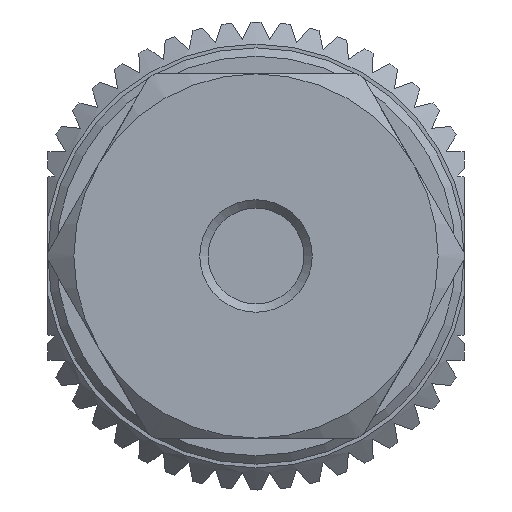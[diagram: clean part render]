
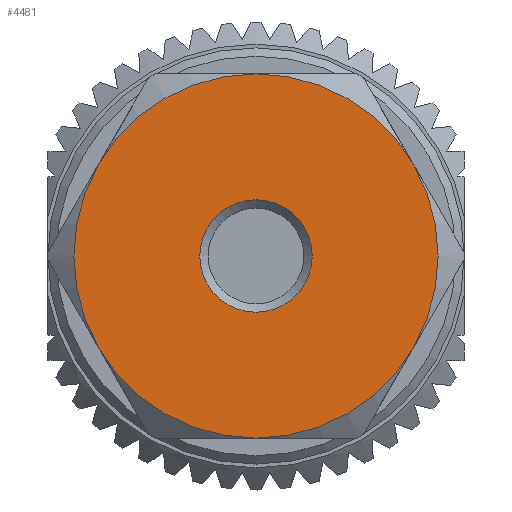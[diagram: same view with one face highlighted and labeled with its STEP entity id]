
A CAD part, left-side view. The second image highlights one B-rep face of the part: STEP entity #4481.
In plain terms, the highlighted planar face has unit normal (-1, 0, 0).
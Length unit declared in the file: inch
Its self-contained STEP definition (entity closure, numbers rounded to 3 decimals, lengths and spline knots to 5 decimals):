
#1 = CARTESIAN_POINT ( 'NONE',  ( 0., 0.18944, 0.10938 ) ) ;
#21 = CARTESIAN_POINT ( 'NONE',  ( 0., 0.0675, 0. ) ) ;
#53 = AXIS2_PLACEMENT_3D ( 'NONE', #5500, #6569, #5002 ) ;
#312 = DIRECTION ( 'NONE',  ( 0., -1., 0. ) ) ;
#511 = AXIS2_PLACEMENT_3D ( 'NONE', #4390, #4838, #4885 ) ;
#624 = ORIENTED_EDGE ( 'NONE', *, *, #4687, .T. ) ;
#794 = ORIENTED_EDGE ( 'NONE', *, *, #5182, .T. ) ;
#815 = VERTEX_POINT ( 'NONE', #1349 ) ;
#867 = CIRCLE ( 'NONE', #53, 0.21875 ) ;
#875 = FACE_BOUND ( 'NONE', #3778, .T. ) ;
#880 = CARTESIAN_POINT ( 'NONE',  ( 0., 0., 0. ) ) ;
#1048 = VERTEX_POINT ( 'NONE', #4118 ) ;
#1343 = DIRECTION ( 'NONE',  ( 1., 0., 0. ) ) ;
#1349 = CARTESIAN_POINT ( 'NONE',  ( 0., 0., 0.21875 ) ) ;
#1392 = AXIS2_PLACEMENT_3D ( 'NONE', #2805, #1343, #3859 ) ;
#1661 = VERTEX_POINT ( 'NONE', #4478 ) ;
#1699 = CIRCLE ( 'NONE', #5798, 0.21875 ) ;
#1857 = CARTESIAN_POINT ( 'NONE',  ( 0., 0., 0. ) ) ;
#1859 = CARTESIAN_POINT ( 'NONE',  ( 0., 0., 0. ) ) ;
#2237 = ORIENTED_EDGE ( 'NONE', *, *, #2985, .T. ) ;
#2426 = DIRECTION ( 'NONE',  ( -1., 0., 0. ) ) ;
#2466 = DIRECTION ( 'NONE',  ( -1., 0., 0. ) ) ;
#2485 = AXIS2_PLACEMENT_3D ( 'NONE', #5929, #5448, #2858 ) ;
#2541 = EDGE_CURVE ( 'NONE', #5279, #4403, #4358, .T. ) ;
#2602 = ORIENTED_EDGE ( 'NONE', *, *, #3707, .T. ) ;
#2741 = AXIS2_PLACEMENT_3D ( 'NONE', #880, #2466, #3001 ) ;
#2805 = CARTESIAN_POINT ( 'NONE',  ( 0., 0., 0. ) ) ;
#2846 = CARTESIAN_POINT ( 'NONE',  ( 0., 0., 0. ) ) ;
#2858 = DIRECTION ( 'NONE',  ( 0., -1., 0. ) ) ;
#2985 = EDGE_CURVE ( 'NONE', #1661, #1048, #1699, .T. ) ;
#3001 = DIRECTION ( 'NONE',  ( 0., -1., 0. ) ) ;
#3196 = ORIENTED_EDGE ( 'NONE', *, *, #3757, .T. ) ;
#3277 = CIRCLE ( 'NONE', #4412, 0.21875 ) ;
#3302 = AXIS2_PLACEMENT_3D ( 'NONE', #1857, #5911, #3895 ) ;
#3332 = CARTESIAN_POINT ( 'NONE',  ( 0., 0., -0.21875 ) ) ;
#3454 = DIRECTION ( 'NONE',  ( 0., -1., 0. ) ) ;
#3561 = VERTEX_POINT ( 'NONE', #3332 ) ;
#3707 = EDGE_CURVE ( 'NONE', #3561, #1661, #3277, .T. ) ;
#3757 = EDGE_CURVE ( 'NONE', #1048, #815, #4702, .T. ) ;
#3778 = EDGE_LOOP ( 'NONE', ( #4772 ) ) ;
#3859 = DIRECTION ( 'NONE',  ( 0., 1., 0. ) ) ;
#3879 = CARTESIAN_POINT ( 'NONE',  ( 0., 0.18944, -0.10938 ) ) ;
#3895 = DIRECTION ( 'NONE',  ( 0., -1., 0. ) ) ;
#3905 = PLANE ( 'NONE',  #1392 ) ;
#4118 = CARTESIAN_POINT ( 'NONE',  ( 0., -0.18944, 0.10938 ) ) ;
#4358 = CIRCLE ( 'NONE', #2741, 0.21875 ) ;
#4390 = CARTESIAN_POINT ( 'NONE',  ( 0., 0., 0. ) ) ;
#4403 = VERTEX_POINT ( 'NONE', #3879 ) ;
#4412 = AXIS2_PLACEMENT_3D ( 'NONE', #1859, #2426, #3454 ) ;
#4413 = ORIENTED_EDGE ( 'NONE', *, *, #2541, .T. ) ;
#4478 = CARTESIAN_POINT ( 'NONE',  ( 0., -0.18944, -0.10937 ) ) ;
#4481 = ADVANCED_FACE ( 'NONE', ( #875, #5015 ), #3905, .F. ) ;
#4687 = EDGE_CURVE ( 'NONE', #4403, #3561, #867, .T. ) ;
#4702 = CIRCLE ( 'NONE', #2485, 0.21875 ) ;
#4772 = ORIENTED_EDGE ( 'NONE', *, *, #6008, .T. ) ;
#4838 = DIRECTION ( 'NONE',  ( 1., 0., 0. ) ) ;
#4885 = DIRECTION ( 'NONE',  ( 0., 1., 0. ) ) ;
#4936 = EDGE_LOOP ( 'NONE', ( #794, #4413, #624, #2602, #2237, #3196 ) ) ;
#5002 = DIRECTION ( 'NONE',  ( 0., -1., 0. ) ) ;
#5015 = FACE_OUTER_BOUND ( 'NONE', #4936, .T. ) ;
#5182 = EDGE_CURVE ( 'NONE', #815, #5279, #5725, .T. ) ;
#5279 = VERTEX_POINT ( 'NONE', #1 ) ;
#5448 = DIRECTION ( 'NONE',  ( -1., 0., 0. ) ) ;
#5500 = CARTESIAN_POINT ( 'NONE',  ( 0., 0., 0. ) ) ;
#5725 = CIRCLE ( 'NONE', #3302, 0.21875 ) ;
#5798 = AXIS2_PLACEMENT_3D ( 'NONE', #2846, #5878, #312 ) ;
#5878 = DIRECTION ( 'NONE',  ( -1., 0., 0. ) ) ;
#5911 = DIRECTION ( 'NONE',  ( -1., 0., 0. ) ) ;
#5929 = CARTESIAN_POINT ( 'NONE',  ( 0., 0., 0. ) ) ;
#6008 = EDGE_CURVE ( 'NONE', #6428, #6428, #6515, .T. ) ;
#6428 = VERTEX_POINT ( 'NONE', #21 ) ;
#6515 = CIRCLE ( 'NONE', #511, 0.0675 ) ;
#6569 = DIRECTION ( 'NONE',  ( -1., 0., 0. ) ) ;
